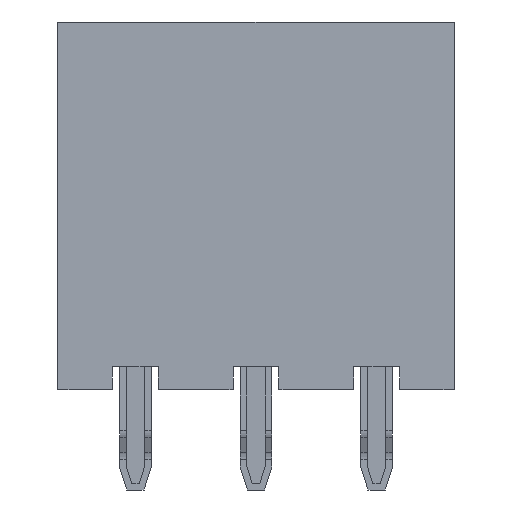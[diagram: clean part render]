
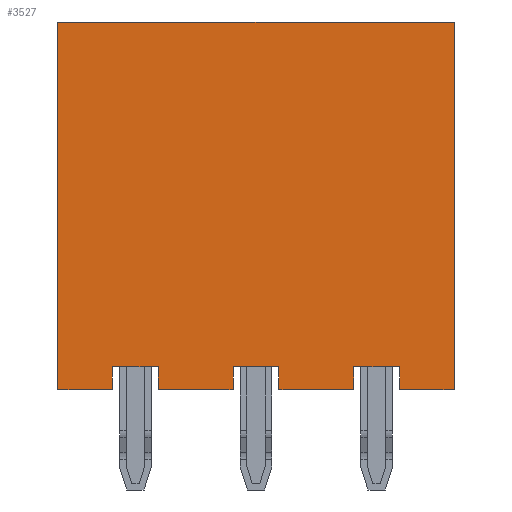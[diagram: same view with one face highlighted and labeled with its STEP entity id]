
A CAD part, front view. The second image highlights one B-rep face of the part: STEP entity #3527.
In plain terms, the highlighted planar face has unit normal (0, -1, 0).
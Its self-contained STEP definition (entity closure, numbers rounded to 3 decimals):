
#195=ORIENTED_EDGE('',*,*,#1237,.F.);
#196=ORIENTED_EDGE('',*,*,#1251,.T.);
#197=ORIENTED_EDGE('',*,*,#1252,.T.);
#198=ORIENTED_EDGE('',*,*,#1253,.T.);
#199=ORIENTED_EDGE('',*,*,#1239,.F.);
#200=ORIENTED_EDGE('',*,*,#1254,.T.);
#201=ORIENTED_EDGE('',*,*,#1255,.T.);
#202=ORIENTED_EDGE('',*,*,#1256,.F.);
#203=ORIENTED_EDGE('',*,*,#1257,.F.);
#204=ORIENTED_EDGE('',*,*,#1258,.T.);
#205=ORIENTED_EDGE('',*,*,#1259,.T.);
#206=ORIENTED_EDGE('',*,*,#1260,.T.);
#207=ORIENTED_EDGE('',*,*,#1261,.F.);
#208=ORIENTED_EDGE('',*,*,#1262,.T.);
#209=ORIENTED_EDGE('',*,*,#1263,.T.);
#210=ORIENTED_EDGE('',*,*,#1264,.T.);
#1237=EDGE_CURVE('',#1764,#1765,#2114,.T.);
#1239=EDGE_CURVE('',#1766,#1767,#2116,.T.);
#1251=EDGE_CURVE('',#1764,#1778,#2128,.T.);
#1252=EDGE_CURVE('',#1778,#1779,#2129,.T.);
#1253=EDGE_CURVE('',#1779,#1767,#2130,.T.);
#1254=EDGE_CURVE('',#1766,#1780,#2131,.T.);
#1255=EDGE_CURVE('',#1780,#1781,#2132,.T.);
#1256=EDGE_CURVE('',#1782,#1781,#2133,.T.);
#1257=EDGE_CURVE('',#1783,#1782,#2134,.T.);
#1258=EDGE_CURVE('',#1783,#1784,#2135,.T.);
#1259=EDGE_CURVE('',#1784,#1785,#2136,.T.);
#1260=EDGE_CURVE('',#1785,#1786,#2137,.T.);
#1261=EDGE_CURVE('',#1787,#1786,#2138,.T.);
#1262=EDGE_CURVE('',#1787,#1788,#2139,.T.);
#1263=EDGE_CURVE('',#1788,#1789,#2140,.T.);
#1264=EDGE_CURVE('',#1789,#1765,#2141,.T.);
#1764=VERTEX_POINT('',#5021);
#1765=VERTEX_POINT('',#5023);
#1766=VERTEX_POINT('',#5027);
#1767=VERTEX_POINT('',#5028);
#1778=VERTEX_POINT('',#5054);
#1779=VERTEX_POINT('',#5056);
#1780=VERTEX_POINT('',#5059);
#1781=VERTEX_POINT('',#5061);
#1782=VERTEX_POINT('',#5063);
#1783=VERTEX_POINT('',#5065);
#1784=VERTEX_POINT('',#5067);
#1785=VERTEX_POINT('',#5069);
#1786=VERTEX_POINT('',#5071);
#1787=VERTEX_POINT('',#5073);
#1788=VERTEX_POINT('',#5075);
#1789=VERTEX_POINT('',#5077);
#2114=LINE('',#5022,#2585);
#2116=LINE('',#5026,#2587);
#2128=LINE('',#5053,#2599);
#2129=LINE('',#5055,#2600);
#2130=LINE('',#5057,#2601);
#2131=LINE('',#5058,#2602);
#2132=LINE('',#5060,#2603);
#2133=LINE('',#5062,#2604);
#2134=LINE('',#5064,#2605);
#2135=LINE('',#5066,#2606);
#2136=LINE('',#5068,#2607);
#2137=LINE('',#5070,#2608);
#2138=LINE('',#5072,#2609);
#2139=LINE('',#5074,#2610);
#2140=LINE('',#5076,#2611);
#2141=LINE('',#5078,#2612);
#2585=VECTOR('',#4026,1000.);
#2587=VECTOR('',#4030,1000.);
#2599=VECTOR('',#4048,1000.);
#2600=VECTOR('',#4049,1000.);
#2601=VECTOR('',#4050,1000.);
#2602=VECTOR('',#4051,1000.);
#2603=VECTOR('',#4052,1000.);
#2604=VECTOR('',#4053,1000.);
#2605=VECTOR('',#4054,1000.);
#2606=VECTOR('',#4055,1000.);
#2607=VECTOR('',#4056,1000.);
#2608=VECTOR('',#4057,1000.);
#2609=VECTOR('',#4058,1000.);
#2610=VECTOR('',#4059,1000.);
#2611=VECTOR('',#4060,1000.);
#2612=VECTOR('',#4061,1000.);
#3011=EDGE_LOOP('',(#195,#196,#197,#198,#199,#200,#201,#202,#203,#204,#205,
#206,#207,#208,#209,#210));
#3196=FACE_BOUND('',#3011,.T.);
#3380=PLANE('',#3730);
#3527=ADVANCED_FACE('',(#3196),#3380,.T.);
#3730=AXIS2_PLACEMENT_3D('',#5052,#4046,#4047);
#4026=DIRECTION('',(-1.,0.,0.));
#4030=DIRECTION('',(-1.,0.,0.));
#4046=DIRECTION('',(0.,-1.,0.));
#4047=DIRECTION('',(0.,0.,-1.));
#4048=DIRECTION('',(0.,0.,1.));
#4049=DIRECTION('',(1.,0.,0.));
#4050=DIRECTION('',(0.,0.,-1.));
#4051=DIRECTION('',(0.,0.,1.));
#4052=DIRECTION('',(-1.,0.,0.));
#4053=DIRECTION('',(0.,0.,1.));
#4054=DIRECTION('',(-1.,0.,0.));
#4055=DIRECTION('',(0.,0.,1.));
#4056=DIRECTION('',(1.,0.,0.));
#4057=DIRECTION('',(0.,0.,-1.));
#4058=DIRECTION('',(-1.,0.,0.));
#4059=DIRECTION('',(0.,0.,1.));
#4060=DIRECTION('',(1.,0.,0.));
#4061=DIRECTION('',(0.,0.,-1.));
#5021=CARTESIAN_POINT('',(3.4,-2.7,-6.4));
#5022=CARTESIAN_POINT('',(6.9,-2.7,-6.4));
#5023=CARTESIAN_POINT('',(0.8,-2.7,-6.4));
#5026=CARTESIAN_POINT('',(6.9,-2.7,-6.4));
#5027=CARTESIAN_POINT('',(6.9,-2.7,-6.4));
#5028=CARTESIAN_POINT('',(5.,-2.7,-6.4));
#5052=CARTESIAN_POINT('',(6.9,-2.7,-6.4));
#5053=CARTESIAN_POINT('',(3.4,-2.7,-6.4));
#5054=CARTESIAN_POINT('',(3.4,-2.7,-5.6));
#5055=CARTESIAN_POINT('',(3.4,-2.7,-5.6));
#5056=CARTESIAN_POINT('',(5.,-2.7,-5.6));
#5057=CARTESIAN_POINT('',(5.,-2.7,-5.6));
#5058=CARTESIAN_POINT('',(6.9,-2.7,-6.4));
#5059=CARTESIAN_POINT('',(6.9,-2.7,6.4));
#5060=CARTESIAN_POINT('',(6.9,-2.7,6.4));
#5061=CARTESIAN_POINT('',(-6.9,-2.7,6.4));
#5062=CARTESIAN_POINT('',(-6.9,-2.7,-6.4));
#5063=CARTESIAN_POINT('',(-6.9,-2.7,-6.4));
#5064=CARTESIAN_POINT('',(6.9,-2.7,-6.4));
#5065=CARTESIAN_POINT('',(-5.,-2.7,-6.4));
#5066=CARTESIAN_POINT('',(-5.,-2.7,-6.4));
#5067=CARTESIAN_POINT('',(-5.,-2.7,-5.6));
#5068=CARTESIAN_POINT('',(-5.,-2.7,-5.6));
#5069=CARTESIAN_POINT('',(-3.4,-2.7,-5.6));
#5070=CARTESIAN_POINT('',(-3.4,-2.7,-5.6));
#5071=CARTESIAN_POINT('',(-3.4,-2.7,-6.4));
#5072=CARTESIAN_POINT('',(6.9,-2.7,-6.4));
#5073=CARTESIAN_POINT('',(-0.8,-2.7,-6.4));
#5074=CARTESIAN_POINT('',(-0.8,-2.7,-6.4));
#5075=CARTESIAN_POINT('',(-0.8,-2.7,-5.6));
#5076=CARTESIAN_POINT('',(-0.8,-2.7,-5.6));
#5077=CARTESIAN_POINT('',(0.8,-2.7,-5.6));
#5078=CARTESIAN_POINT('',(0.8,-2.7,-5.6));
